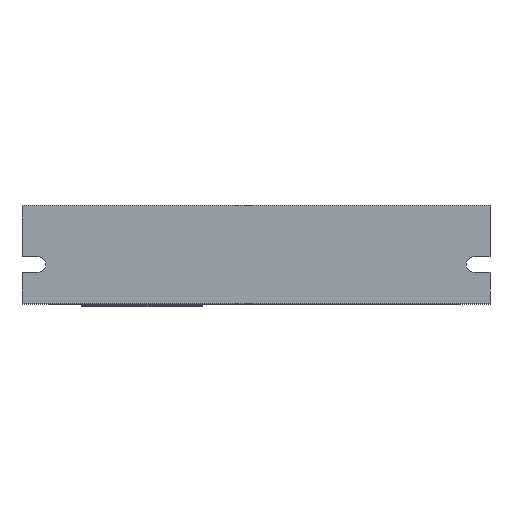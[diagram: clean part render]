
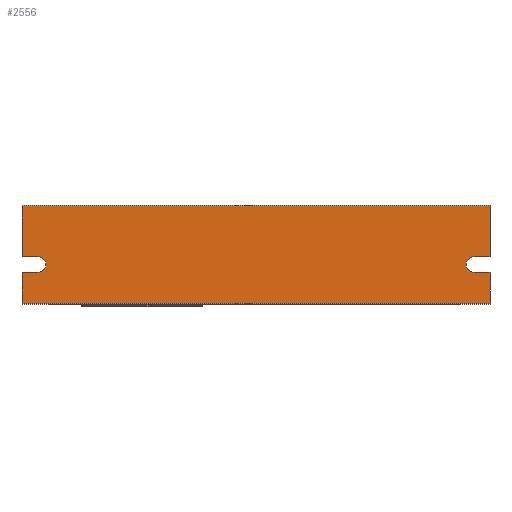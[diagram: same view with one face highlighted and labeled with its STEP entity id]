
A CAD part, left-side view. The second image highlights one B-rep face of the part: STEP entity #2556.
In plain terms, the highlighted planar face has unit normal (-1, 0, 0).
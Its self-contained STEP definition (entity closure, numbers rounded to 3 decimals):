
#24=DIRECTION('',(0.,0.,1.));
#25=VECTOR('',#24,7.8);
#26=CARTESIAN_POINT('',(-3.5,0.,-20.8));
#27=LINE('',#26,#25);
#32=DIRECTION('',(0.,0.,1.));
#33=VECTOR('',#32,12.8);
#34=CARTESIAN_POINT('',(-3.5,0.,-9.));
#35=LINE('',#34,#33);
#361=DIRECTION('',(0.,1.,0.));
#362=VECTOR('',#361,4.);
#363=CARTESIAN_POINT('',(-3.5,0.,-13.));
#364=LINE('',#363,#362);
#365=DIRECTION('',(0.,1.,0.));
#366=VECTOR('',#365,118.);
#367=CARTESIAN_POINT('',(-3.5,0.,-20.8));
#368=LINE('',#367,#366);
#369=DIRECTION('',(0.,-1.,0.));
#370=VECTOR('',#369,4.);
#371=CARTESIAN_POINT('',(-3.5,118.,-13.));
#372=LINE('',#371,#370);
#373=CARTESIAN_POINT('',(-3.5,114.,-11.));
#374=DIRECTION('',(-1.,0.,0.));
#375=DIRECTION('',(0.,0.,-1.));
#376=AXIS2_PLACEMENT_3D('',#373,#374,#375);
#378=DIRECTION('',(0.,-1.,0.));
#379=VECTOR('',#378,4.);
#380=CARTESIAN_POINT('',(-3.5,118.,-9.));
#381=LINE('',#380,#379);
#382=DIRECTION('',(0.,1.,0.));
#383=VECTOR('',#382,4.);
#384=CARTESIAN_POINT('',(-3.5,0.,-9.));
#385=LINE('',#384,#383);
#386=CARTESIAN_POINT('',(-3.5,4.,-11.));
#387=DIRECTION('',(-1.,0.,0.));
#388=DIRECTION('',(0.,0.,1.));
#389=AXIS2_PLACEMENT_3D('',#386,#387,#388);
#1189=DIRECTION('',(0.,0.,1.));
#1190=VECTOR('',#1189,12.8);
#1191=CARTESIAN_POINT('',(-3.5,118.,-9.));
#1192=LINE('',#1191,#1190);
#1205=DIRECTION('',(0.,0.,1.));
#1206=VECTOR('',#1205,7.8);
#1207=CARTESIAN_POINT('',(-3.5,118.,-20.8));
#1208=LINE('',#1207,#1206);
#1851=DIRECTION('',(0.,1.,0.));
#1852=VECTOR('',#1851,118.);
#1853=CARTESIAN_POINT('',(-3.5,0.,3.8));
#1854=LINE('',#1853,#1852);
#1879=CARTESIAN_POINT('',(-3.5,0.,-20.8));
#1880=VERTEX_POINT('',#1879);
#1897=CARTESIAN_POINT('',(-3.5,118.,-20.8));
#1898=VERTEX_POINT('',#1897);
#1899=CARTESIAN_POINT('',(-3.5,0.,-13.));
#1901=VERTEX_POINT('',#1899);
#1903=CARTESIAN_POINT('',(-3.5,0.,-9.));
#1905=VERTEX_POINT('',#1903);
#1911=CARTESIAN_POINT('',(-3.5,4.,-13.));
#1912=VERTEX_POINT('',#1911);
#1913=CARTESIAN_POINT('',(-3.5,4.,-9.));
#1914=VERTEX_POINT('',#1913);
#1915=CARTESIAN_POINT('',(-3.5,0.,3.8));
#1916=VERTEX_POINT('',#1915);
#1921=CARTESIAN_POINT('',(-3.5,118.,-13.));
#1922=VERTEX_POINT('',#1921);
#1923=CARTESIAN_POINT('',(-3.5,118.,-9.));
#1924=CARTESIAN_POINT('',(-3.5,118.,3.8));
#1925=VERTEX_POINT('',#1923);
#1926=VERTEX_POINT('',#1924);
#1931=CARTESIAN_POINT('',(-3.5,114.,-13.));
#1932=CARTESIAN_POINT('',(-3.5,114.,-9.));
#1933=VERTEX_POINT('',#1931);
#1934=VERTEX_POINT('',#1932);
#2528=CARTESIAN_POINT('',(-3.5,0.,-20.8));
#2529=DIRECTION('',(-1.,0.,0.));
#2530=DIRECTION('',(0.,0.,1.));
#2531=AXIS2_PLACEMENT_3D('',#2528,#2529,#2530);
#2532=PLANE('',#2531);
#2533=ORIENTED_EDGE('',*,*,#2519,.F.);
#2534=ORIENTED_EDGE('',*,*,#2360,.F.);
#2536=ORIENTED_EDGE('',*,*,#2535,.T.);
#2538=ORIENTED_EDGE('',*,*,#2537,.T.);
#2540=ORIENTED_EDGE('',*,*,#2539,.T.);
#2542=ORIENTED_EDGE('',*,*,#2541,.T.);
#2544=ORIENTED_EDGE('',*,*,#2543,.F.);
#2546=ORIENTED_EDGE('',*,*,#2545,.T.);
#2548=ORIENTED_EDGE('',*,*,#2547,.F.);
#2549=ORIENTED_EDGE('',*,*,#2372,.F.);
#2551=ORIENTED_EDGE('',*,*,#2550,.T.);
#2553=ORIENTED_EDGE('',*,*,#2552,.T.);
#2554=EDGE_LOOP('',(#2533,#2534,#2536,#2538,#2540,#2542,#2544,#2546,#2548,#2549,
#2551,#2553));
#2555=FACE_OUTER_BOUND('',#2554,.F.);
#2556=ADVANCED_FACE('',(#2555),#2532,.T.);
#377=CIRCLE('',#376,2.);
#390=CIRCLE('',#389,2.);
#2360=EDGE_CURVE('',#1880,#1901,#27,.T.);
#2372=EDGE_CURVE('',#1905,#1916,#35,.T.);
#2519=EDGE_CURVE('',#1901,#1912,#364,.T.);
#2535=EDGE_CURVE('',#1880,#1898,#368,.T.);
#2537=EDGE_CURVE('',#1898,#1922,#1208,.T.);
#2539=EDGE_CURVE('',#1922,#1933,#372,.T.);
#2541=EDGE_CURVE('',#1933,#1934,#377,.T.);
#2543=EDGE_CURVE('',#1925,#1934,#381,.T.);
#2545=EDGE_CURVE('',#1925,#1926,#1192,.T.);
#2547=EDGE_CURVE('',#1916,#1926,#1854,.T.);
#2550=EDGE_CURVE('',#1905,#1914,#385,.T.);
#2552=EDGE_CURVE('',#1914,#1912,#390,.T.);
